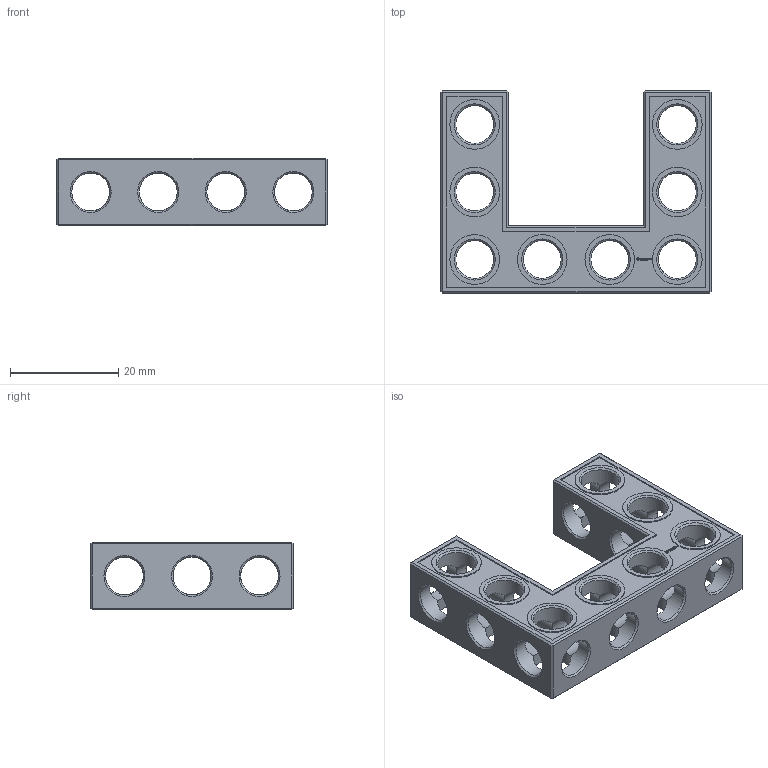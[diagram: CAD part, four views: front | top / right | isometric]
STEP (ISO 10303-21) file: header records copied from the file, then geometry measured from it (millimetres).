
FILE_DESCRIPTION(('FreeCAD Model'),'2;1');
FILE_NAME('Open CASCADE Shape Model','2022-02-23T00:03:13',( 'Paulo Kiefe'),('STEMFIE.org'),'Open CASCADE STEP processor 7.4', 'FreeCAD','Unknown');
FILE_SCHEMA(('AUTOMOTIVE_DESIGN { 1 0 10303 214 1 1 1 1 }'));
Products named in the file (1): Beam_AGD_ESS_USH_SYM_BU04x03x01_-_SPN-BEM-0321_(stemfie.org)
Bounding box: 50 x 37.5 x 12.5 mm (x, y, z)
Volume: 7815.3 mm3; surface area: 7146.7 mm2
Topology: 1 solids, 1 shells, 626 faces, 1775 edges, 1159 vertices
Faces by surface type: plane 387, extrusion 156, cylinder 49, cone 34
Full cylindrical faces by diameter (mm): 6.98 x8, 7 x33, 9.2 x8
Entity records: 63677 total; most frequent: CARTESIAN_POINT 29921, DIRECTION 5447, VECTOR 4137, LINE 3981, ORIENTED_EDGE 3550, PCURVE 3550, DEFINITIONAL_REPRESENTATION 3550, EDGE_CURVE 1775
